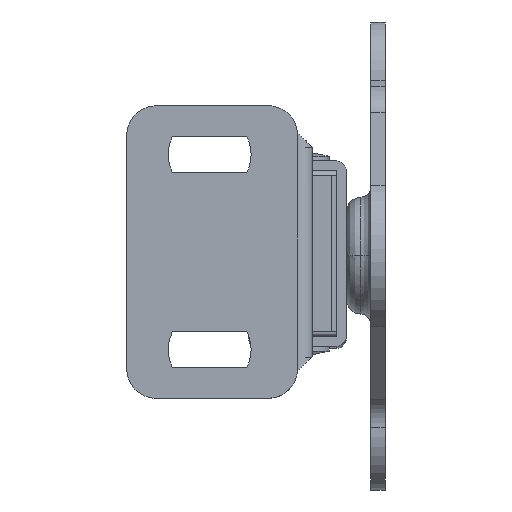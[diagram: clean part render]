
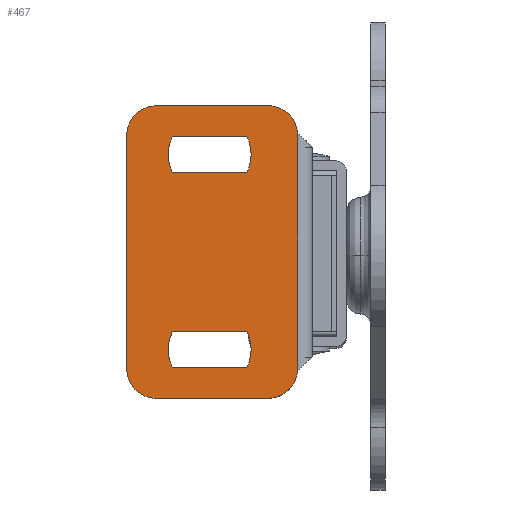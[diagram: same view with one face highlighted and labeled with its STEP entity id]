
A CAD part, top view. The second image highlights one B-rep face of the part: STEP entity #467.
In plain terms, the highlighted planar face has unit normal (0, 0, 1).
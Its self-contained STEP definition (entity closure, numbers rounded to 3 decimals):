
#467=ADVANCED_FACE('',(#1137,#1138,#1139),#1136,.T.);
#1136=PLANE('',#3108);
#1137=FACE_OUTER_BOUND('',#3109,.T.);
#1138=FACE_BOUND('',#3110,.T.);
#1139=FACE_BOUND('',#3111,.T.);
#3105=CARTESIAN_POINT('',(-24.25,-18.,215.));
#3106=DIRECTION('',(0.,0.,1.));
#3107=DIRECTION('',(1.,0.,0.));
#3108=AXIS2_PLACEMENT_3D('',#3105,#3106,#3107);
#3109=EDGE_LOOP('',(#4419,#4420,#4421,#4422,#4423,#4424,#4425,#4426));
#3110=EDGE_LOOP('',(#4427,#4428,#4429,#4430));
#3111=EDGE_LOOP('',(#4431,#4432,#4433,#4434));
#4419=ORIENTED_EDGE('',*,*,#5330,.T.);
#4420=ORIENTED_EDGE('',*,*,#5331,.T.);
#4421=ORIENTED_EDGE('',*,*,#5327,.T.);
#4422=ORIENTED_EDGE('',*,*,#5332,.T.);
#4423=ORIENTED_EDGE('',*,*,#5333,.F.);
#4424=ORIENTED_EDGE('',*,*,#5334,.T.);
#4425=ORIENTED_EDGE('',*,*,#5310,.F.);
#4426=ORIENTED_EDGE('',*,*,#5335,.T.);
#4427=ORIENTED_EDGE('',*,*,#5307,.F.);
#4428=ORIENTED_EDGE('',*,*,#5336,.F.);
#4429=ORIENTED_EDGE('',*,*,#5300,.F.);
#4430=ORIENTED_EDGE('',*,*,#5304,.F.);
#4431=ORIENTED_EDGE('',*,*,#5337,.F.);
#4432=ORIENTED_EDGE('',*,*,#5290,.F.);
#4433=ORIENTED_EDGE('',*,*,#5294,.F.);
#4434=ORIENTED_EDGE('',*,*,#5297,.F.);
#5290=EDGE_CURVE('',#6398,#6399,#6400,.T.);
#5294=EDGE_CURVE('',#6426,#6398,#6427,.T.);
#5297=EDGE_CURVE('',#6446,#6426,#6447,.T.);
#5300=EDGE_CURVE('',#6466,#6467,#6468,.T.);
#5304=EDGE_CURVE('',#6494,#6466,#6495,.T.);
#5307=EDGE_CURVE('',#6514,#6494,#6515,.T.);
#5310=EDGE_CURVE('',#6264,#6365,#6534,.T.);
#5327=EDGE_CURVE('',#6647,#6648,#6649,.T.);
#5330=EDGE_CURVE('',#6667,#6668,#6669,.T.);
#5331=EDGE_CURVE('',#6668,#6647,#6675,.T.);
#5332=EDGE_CURVE('',#6648,#6681,#6682,.T.);
#5333=EDGE_CURVE('',#6688,#6681,#6689,.T.);
#5334=EDGE_CURVE('',#6688,#6365,#6695,.T.);
#5335=EDGE_CURVE('',#6264,#6667,#6701,.T.);
#5336=EDGE_CURVE('',#6467,#6514,#6707,.T.);
#5337=EDGE_CURVE('',#6399,#6446,#6713,.T.);
#6264=VERTEX_POINT('',#9452);
#6365=VERTEX_POINT('',#9511);
#6398=VERTEX_POINT('',#9531);
#6399=VERTEX_POINT('',#9532);
#6400=LINE('',#9533,#9534);
#6426=VERTEX_POINT('',#9547);
#6427=CIRCLE('',#9551,4.25);
#6446=VERTEX_POINT('',#9560);
#6447=LINE('',#9561,#9562);
#6466=VERTEX_POINT('',#9571);
#6467=VERTEX_POINT('',#9572);
#6468=LINE('',#9573,#9574);
#6494=VERTEX_POINT('',#9587);
#6495=CIRCLE('',#9591,4.25);
#6514=VERTEX_POINT('',#9600);
#6515=LINE('',#9601,#9602);
#6534=(BOUNDED_CURVE() B_SPLINE_CURVE(1,(#9611,#9612),.UNSPECIFIED.,.F.,.F.) B_SPLINE_CURVE_WITH_KNOTS((2,2),(0.,1.),.UNSPECIFIED.) CURVE() GEOMETRIC_REPRESENTATION_ITEM() RATIONAL_B_SPLINE_CURVE((1.,1.)) REPRESENTATION_ITEM('') );
#6647=VERTEX_POINT('',#9682);
#6648=VERTEX_POINT('',#9683);
#6649=LINE('',#9684,#9685);
#6667=VERTEX_POINT('',#9693);
#6668=VERTEX_POINT('',#9694);
#6669=LINE('',#9695,#9696);
#6675=CIRCLE('',#9701,3.);
#6681=VERTEX_POINT('',#9702);
#6682=CIRCLE('',#9706,3.);
#6688=VERTEX_POINT('',#9707);
#6689=LINE('',#9708,#9709);
#6695=(BOUNDED_CURVE() B_SPLINE_CURVE(2,(#9711,#9712,#9713),.UNSPECIFIED.,.F.,.F.) B_SPLINE_CURVE_WITH_KNOTS((3,3),(0.,1.),.UNSPECIFIED.) CURVE() GEOMETRIC_REPRESENTATION_ITEM() RATIONAL_B_SPLINE_CURVE((1.,0.735,1.)) REPRESENTATION_ITEM('') );
#6701=(BOUNDED_CURVE() B_SPLINE_CURVE(2,(#9714,#9715,#9716),.UNSPECIFIED.,.F.,.F.) B_SPLINE_CURVE_WITH_KNOTS((3,3),(0.,1.),.UNSPECIFIED.) CURVE() GEOMETRIC_REPRESENTATION_ITEM() RATIONAL_B_SPLINE_CURVE((1.,0.735,1.)) REPRESENTATION_ITEM('') );
#6707=CIRCLE('',#9720,4.25);
#6713=CIRCLE('',#9724,4.25);
#9452=CARTESIAN_POINT('',(-5.,12.238,215.));
#9511=CARTESIAN_POINT('',(-5.009,-12.238,215.));
#9531=CARTESIAN_POINT('',(-10.174,11.85,215.));
#9532=CARTESIAN_POINT('',(-17.826,11.85,215.));
#9533=CARTESIAN_POINT('',(-10.174,11.85,215.));
#9534=VECTOR('',#9535,7.652);
#9535=DIRECTION('',(-1.,0.,0.));
#9547=CARTESIAN_POINT('',(-10.174,8.15,215.));
#9548=CARTESIAN_POINT('',(-14.,10.,215.));
#9549=DIRECTION('',(0.,0.,1.));
#9550=DIRECTION('',(0.9,0.435,0.));
#9551=AXIS2_PLACEMENT_3D('',#9548,#9549,#9550);
#9560=CARTESIAN_POINT('',(-17.826,8.15,215.));
#9561=CARTESIAN_POINT('',(-17.826,8.15,215.));
#9562=VECTOR('',#9563,7.652);
#9563=DIRECTION('',(1.,0.,0.));
#9571=CARTESIAN_POINT('',(-17.826,-11.85,215.));
#9572=CARTESIAN_POINT('',(-10.174,-11.85,215.));
#9573=CARTESIAN_POINT('',(-17.826,-11.85,215.));
#9574=VECTOR('',#9575,7.652);
#9575=DIRECTION('',(1.,0.,0.));
#9587=CARTESIAN_POINT('',(-17.826,-8.15,215.));
#9588=CARTESIAN_POINT('',(-14.,-10.,215.));
#9589=DIRECTION('',(0.,0.,1.));
#9590=DIRECTION('',(1.,0.,0.));
#9591=AXIS2_PLACEMENT_3D('',#9588,#9589,#9590);
#9600=CARTESIAN_POINT('',(-10.174,-8.15,215.));
#9601=CARTESIAN_POINT('',(-10.174,-8.15,215.));
#9602=VECTOR('',#9603,7.652);
#9603=DIRECTION('',(-1.,0.,0.));
#9611=CARTESIAN_POINT('',(-5.,12.238,215.));
#9612=CARTESIAN_POINT('',(-5.009,-12.238,215.));
#9682=CARTESIAN_POINT('',(-22.5,12.,215.));
#9683=CARTESIAN_POINT('',(-22.5,-12.,215.));
#9684=CARTESIAN_POINT('',(-22.5,12.,215.));
#9685=VECTOR('',#9686,24.);
#9686=DIRECTION('',(0.,-1.,0.));
#9693=CARTESIAN_POINT('',(-8.,15.,215.));
#9694=CARTESIAN_POINT('',(-19.5,15.,215.));
#9695=CARTESIAN_POINT('',(-8.,15.,215.));
#9696=VECTOR('',#9697,11.5);
#9697=DIRECTION('',(-1.,0.,0.));
#9698=CARTESIAN_POINT('',(-19.5,12.,215.));
#9699=DIRECTION('',(0.,0.,1.));
#9700=DIRECTION('',(-1.,0.,0.));
#9701=AXIS2_PLACEMENT_3D('',#9698,#9699,#9700);
#9702=CARTESIAN_POINT('',(-19.5,-15.,215.));
#9703=CARTESIAN_POINT('',(-19.5,-12.,215.));
#9704=DIRECTION('',(0.,0.,1.));
#9705=DIRECTION('',(-1.,0.,0.));
#9706=AXIS2_PLACEMENT_3D('',#9703,#9704,#9705);
#9707=CARTESIAN_POINT('',(-8.,-15.,215.));
#9708=CARTESIAN_POINT('',(-8.,-15.,215.));
#9709=VECTOR('',#9710,11.5);
#9710=DIRECTION('',(-1.,0.,0.));
#9711=CARTESIAN_POINT('',(-8.,-15.,215.));
#9712=CARTESIAN_POINT('',(-5.229,-15.,215.));
#9713=CARTESIAN_POINT('',(-5.009,-12.238,215.));
#9714=CARTESIAN_POINT('',(-5.,12.238,215.));
#9715=CARTESIAN_POINT('',(-5.229,15.,215.));
#9716=CARTESIAN_POINT('',(-8.,15.,215.));
#9717=CARTESIAN_POINT('',(-14.,-10.,215.));
#9718=DIRECTION('',(0.,0.,1.));
#9719=DIRECTION('',(0.9,0.435,0.));
#9720=AXIS2_PLACEMENT_3D('',#9717,#9718,#9719);
#9721=CARTESIAN_POINT('',(-14.,10.,215.));
#9722=DIRECTION('',(0.,0.,1.));
#9723=DIRECTION('',(1.,0.,0.));
#9724=AXIS2_PLACEMENT_3D('',#9721,#9722,#9723);
